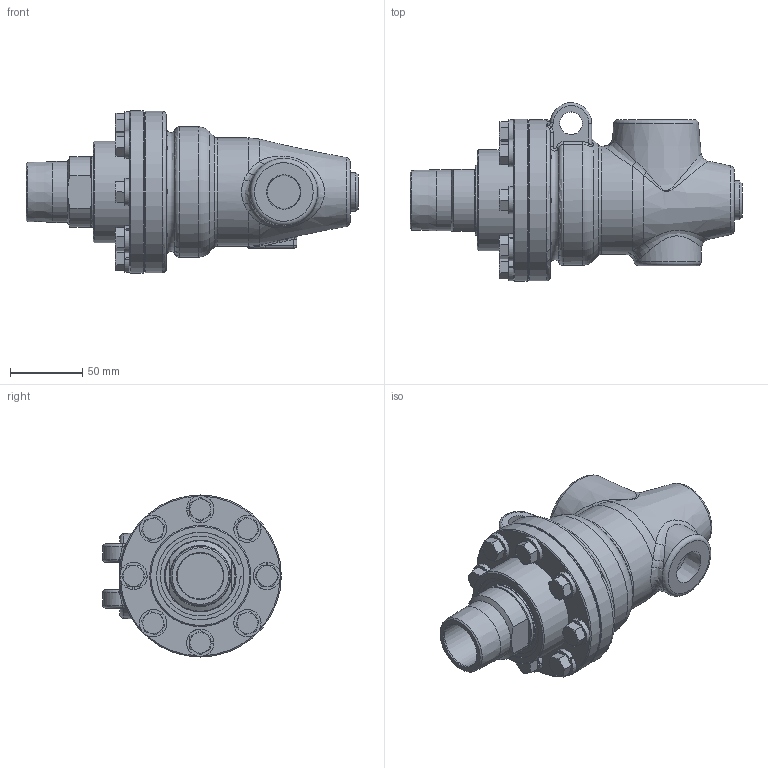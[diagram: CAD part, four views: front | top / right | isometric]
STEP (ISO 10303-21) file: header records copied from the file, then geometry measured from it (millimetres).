
FILE_DESCRIPTION(/* description */ (''),/* implementation_level */ '2;1');
FILE_NAME(/* name */ 'BC-54065-20-50-IC.stp',/* time_stamp */ '2020-05-20T09:33:33-05:00',/* author */ ('dyurkovich'),/* organization */ (''),/* preprocessor_version */ 'ST-DEVELOPER v18',/* originating_system */ 'Autodesk Inventor 2020',/* authorisation */ '');
FILE_SCHEMA (('AUTOMOTIVE_DESIGN { 1 0 10303 214 3 1 1 }'));
Length unit declared in the file: millimetre
Products named in the file (1): BC-54065-20-50-IC
Bounding box: 229.1 x 123.2 x 111.8 mm (x, y, z)
Volume: 966026.2 mm3; surface area: 109309.3 mm2
Topology: 1 solids, 3 shells, 1039 faces, 2720 edges, 1746 vertices
Faces by surface type: plane 540, bspline 290, cylinder 91, cone 85, torus 29, sphere 4
Full cylindrical faces by diameter (mm): 7.798 x8, 9.525 x8, 10.2 x8, 10.4 x8, 15.7 x2, 31.8 x1, 42.16 x1, 48.5 x1, 49.18 x1, 49.5 x1, 60.35 x1, 63.13 x1, 69.85 x1, 74.7 x1, 109.5 x1, 111.25 x1, 111.8 x1
Entity records: 41302 total; most frequent: CARTESIAN_POINT 17025, ORIENTED_EDGE 5428, DIRECTION 4098, EDGE_CURVE 2714, VERTEX_POINT 1746, LINE 1386, VECTOR 1386, AXIS2_PLACEMENT_3D 1356
